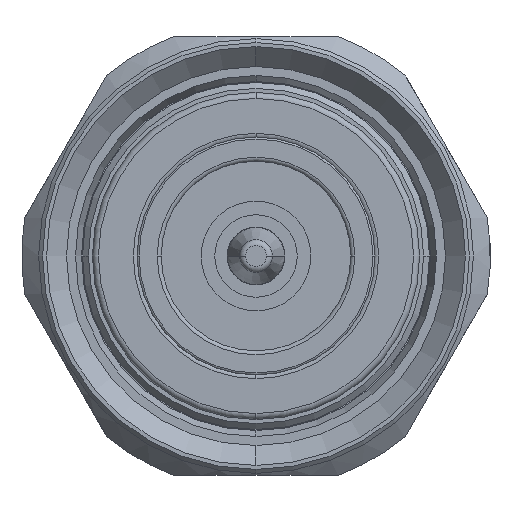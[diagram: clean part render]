
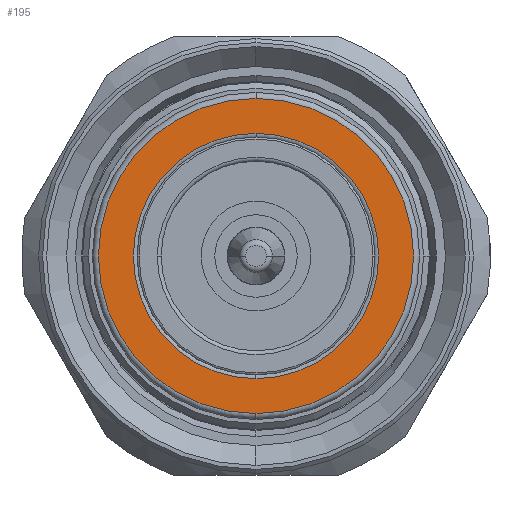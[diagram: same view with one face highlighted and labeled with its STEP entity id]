
A CAD part, left-side view. The second image highlights one B-rep face of the part: STEP entity #195.
In plain terms, the highlighted planar face has unit normal (-1, 0, 0).
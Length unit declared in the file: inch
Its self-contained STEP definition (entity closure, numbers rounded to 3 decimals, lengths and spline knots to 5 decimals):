
#52 = AXIS2_PLACEMENT_3D ( 'NONE', #2772, #1593, #1239 ) ;
#58 = PLANE ( 'NONE',  #52 ) ;
#109 = EDGE_CURVE ( 'NONE', #3174, #493, #1354, .T. ) ;
#195 = ADVANCED_FACE ( 'NONE', ( #3080, #4280 ), #58, .F. ) ;
#218 = DIRECTION ( 'NONE',  ( -1., 0., 0. ) ) ;
#230 = EDGE_CURVE ( 'NONE', #493, #3174, #689, .T. ) ;
#493 = VERTEX_POINT ( 'NONE', #1073 ) ;
#689 = CIRCLE ( 'NONE', #1142, 0.24213 ) ;
#702 = EDGE_CURVE ( 'NONE', #4180, #3825, #4215, .T. ) ;
#1073 = CARTESIAN_POINT ( 'NONE',  ( 0.15748, 0., 0.24213 ) ) ;
#1142 = AXIS2_PLACEMENT_3D ( 'NONE', #4599, #3465, #3106 ) ;
#1239 = DIRECTION ( 'NONE',  ( 0., 1., 0. ) ) ;
#1338 = CARTESIAN_POINT ( 'NONE',  ( 0.15748, 0., -0.31102 ) ) ;
#1354 = CIRCLE ( 'NONE', #4470, 0.24213 ) ;
#1469 = CIRCLE ( 'NONE', #1609, 0.31102 ) ;
#1529 = DIRECTION ( 'NONE',  ( -1., 0., 0. ) ) ;
#1593 = DIRECTION ( 'NONE',  ( 1., 0., 0. ) ) ;
#1609 = AXIS2_PLACEMENT_3D ( 'NONE', #2530, #2570, #4445 ) ;
#1903 = ORIENTED_EDGE ( 'NONE', *, *, #109, .F. ) ;
#2033 = EDGE_CURVE ( 'NONE', #3825, #4180, #1469, .T. ) ;
#2288 = CARTESIAN_POINT ( 'NONE',  ( 0.15748, 0., 0.31102 ) ) ;
#2332 = EDGE_LOOP ( 'NONE', ( #3451, #4757 ) ) ;
#2530 = CARTESIAN_POINT ( 'NONE',  ( 0.15748, 0., 0. ) ) ;
#2570 = DIRECTION ( 'NONE',  ( -1., 0., 0. ) ) ;
#2654 = DIRECTION ( 'NONE',  ( 0., 0., 1. ) ) ;
#2772 = CARTESIAN_POINT ( 'NONE',  ( 0.15748, 0.24213, 0. ) ) ;
#2877 = ORIENTED_EDGE ( 'NONE', *, *, #230, .F. ) ;
#2928 = DIRECTION ( 'NONE',  ( 0., 0., 1. ) ) ;
#2948 = CARTESIAN_POINT ( 'NONE',  ( 0.15748, 0., -0.24213 ) ) ;
#3080 = FACE_OUTER_BOUND ( 'NONE', #2332, .T. ) ;
#3106 = DIRECTION ( 'NONE',  ( 0., 0., 1. ) ) ;
#3174 = VERTEX_POINT ( 'NONE', #2948 ) ;
#3451 = ORIENTED_EDGE ( 'NONE', *, *, #702, .T. ) ;
#3465 = DIRECTION ( 'NONE',  ( -1., 0., 0. ) ) ;
#3825 = VERTEX_POINT ( 'NONE', #1338 ) ;
#3870 = EDGE_LOOP ( 'NONE', ( #2877, #1903 ) ) ;
#4048 = AXIS2_PLACEMENT_3D ( 'NONE', #4409, #218, #2928 ) ;
#4180 = VERTEX_POINT ( 'NONE', #2288 ) ;
#4215 = CIRCLE ( 'NONE', #4048, 0.31102 ) ;
#4280 = FACE_BOUND ( 'NONE', #3870, .T. ) ;
#4409 = CARTESIAN_POINT ( 'NONE',  ( 0.15748, 0., 0. ) ) ;
#4445 = DIRECTION ( 'NONE',  ( 0., 0., 1. ) ) ;
#4470 = AXIS2_PLACEMENT_3D ( 'NONE', #4907, #1529, #2654 ) ;
#4599 = CARTESIAN_POINT ( 'NONE',  ( 0.15748, 0., 0. ) ) ;
#4757 = ORIENTED_EDGE ( 'NONE', *, *, #2033, .T. ) ;
#4907 = CARTESIAN_POINT ( 'NONE',  ( 0.15748, 0., 0. ) ) ;
